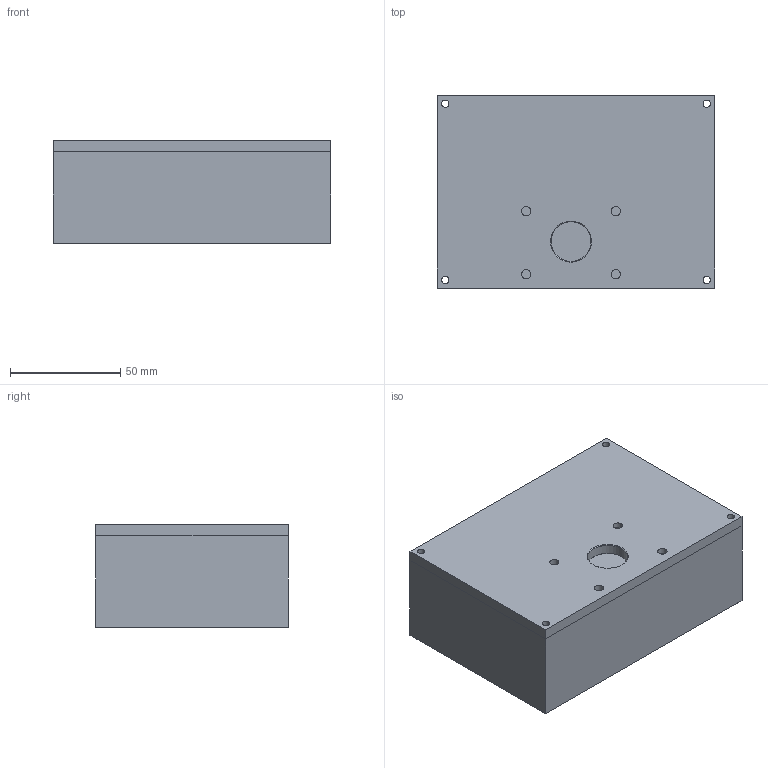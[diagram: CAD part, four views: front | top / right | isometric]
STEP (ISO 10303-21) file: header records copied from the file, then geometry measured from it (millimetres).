
FILE_DESCRIPTION(/* description */ (''),/* implementation_level */ '2;1');
FILE_NAME(/* name */ 'Shutter ELS11-A18 v4.step',/* time_stamp */ '2017-06-01T15:33:53+02:00',/* author */ (''),/* organization */ (''),/* preprocessor_version */ 'ST-DEVELOPER v16.13',/* originating_system */ 'Autodesk Translation Framework v6.1.1.50',/* authorisation */ '');
FILE_SCHEMA (('AUTOMOTIVE_DESIGN { 1 0 10303 214 3 1 1 }'));
Length unit declared in the file: millimetre
Products named in the file (1): Shutter ELS11-A18 v4
Bounding box: 125.5 x 87 x 46.5 mm (x, y, z)
Volume: 170265 mm3; surface area: 79578.7 mm2
Topology: 2 solids, 2 shells, 51 faces, 143 edges, 92 vertices
Faces by surface type: cylinder 22, plane 19, cone 10
Full cylindrical faces by diameter (mm): 3.332 x8, 4.2 x4, 4.5 x4, 18 x1
Entity records: 1638 total; most frequent: CARTESIAN_POINT 322, DIRECTION 266, ORIENTED_EDGE 224, EDGE_CURVE 112, EDGE_LOOP 108, AXIS2_PLACEMENT_3D 106, VERTEX_POINT 88, FACE_BOUND 57
